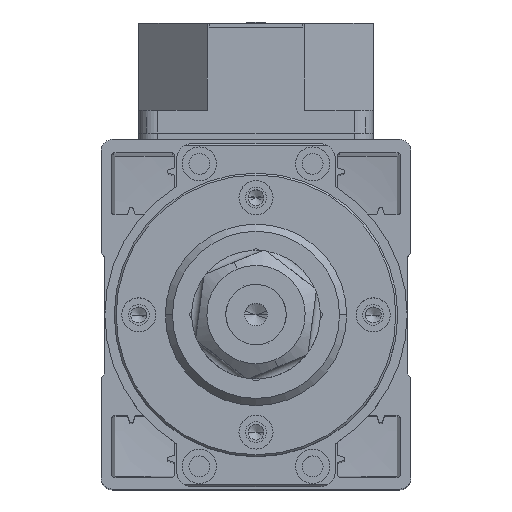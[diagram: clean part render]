
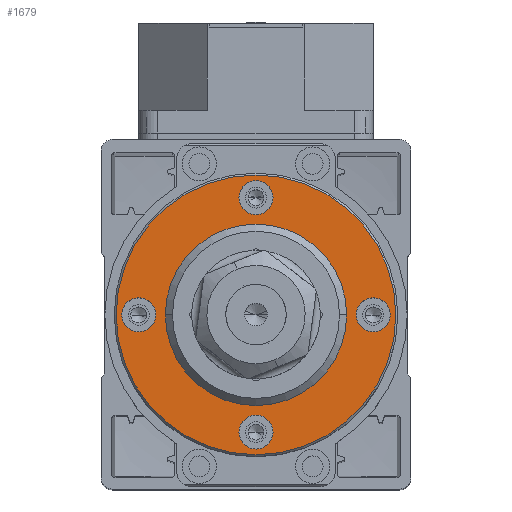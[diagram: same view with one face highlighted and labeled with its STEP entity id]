
A CAD part, top view. The second image highlights one B-rep face of the part: STEP entity #1679.
In plain terms, the highlighted face is planar.
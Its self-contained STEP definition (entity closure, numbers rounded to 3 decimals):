
#191 = ORIENTED_EDGE ( 'NONE', *, *, #6065, .F. ) ;
#214 = EDGE_CURVE ( 'NONE', #8513, #12092, #10645, .T. ) ;
#353 = DIRECTION ( 'NONE',  ( 0., -1., 0. ) ) ;
#371 = EDGE_CURVE ( 'NONE', #1437, #7341, #7029, .T. ) ;
#379 = EDGE_LOOP ( 'NONE', ( #17110, #8333 ) ) ;
#446 = AXIS2_PLACEMENT_3D ( 'NONE', #8839, #7453, #11476 ) ;
#583 = EDGE_CURVE ( 'NONE', #9318, #3316, #3845, .T. ) ;
#790 = FACE_BOUND ( 'NONE', #8656, .T. ) ;
#1188 = CARTESIAN_POINT ( 'NONE',  ( 12., 0., -37. ) ) ;
#1437 = VERTEX_POINT ( 'NONE', #9298 ) ;
#1501 = DIRECTION ( 'NONE',  ( 1., 0., 0. ) ) ;
#1679 = ADVANCED_FACE ( 'NONE', ( #3604, #790, #11439, #13329, #6141, #7838 ), #5848, .F. ) ;
#1863 = CARTESIAN_POINT ( 'NONE',  ( 12., 0., -31. ) ) ;
#2466 = EDGE_CURVE ( 'NONE', #5974, #3011, #17341, .T. ) ;
#2504 = CARTESIAN_POINT ( 'NONE',  ( 12., -31., 4.5 ) ) ;
#2665 = CARTESIAN_POINT ( 'NONE',  ( 12., 0., 35.5 ) ) ;
#2816 = CARTESIAN_POINT ( 'NONE',  ( 12., 0., 31. ) ) ;
#2897 = CARTESIAN_POINT ( 'NONE',  ( 12., 31., 0. ) ) ;
#3011 = VERTEX_POINT ( 'NONE', #15547 ) ;
#3072 = AXIS2_PLACEMENT_3D ( 'NONE', #9935, #3156, #15209 ) ;
#3156 = DIRECTION ( 'NONE',  ( 1., 0., 0. ) ) ;
#3309 = AXIS2_PLACEMENT_3D ( 'NONE', #4479, #5796, #15234 ) ;
#3315 = DIRECTION ( 'NONE',  ( 1., 0., 0. ) ) ;
#3316 = VERTEX_POINT ( 'NONE', #14004 ) ;
#3410 = EDGE_LOOP ( 'NONE', ( #12063, #7461 ) ) ;
#3476 = EDGE_LOOP ( 'NONE', ( #9454, #15878 ) ) ;
#3604 = FACE_BOUND ( 'NONE', #379, .T. ) ;
#3738 = DIRECTION ( 'NONE',  ( 0., 0., 1. ) ) ;
#3796 = DIRECTION ( 'NONE',  ( 1., 0., 0. ) ) ;
#3845 = CIRCLE ( 'NONE', #11273, 17.443 ) ;
#3848 = EDGE_CURVE ( 'NONE', #3316, #9318, #11783, .T. ) ;
#4029 = DIRECTION ( 'NONE',  ( 1., 0., 0. ) ) ;
#4239 = CARTESIAN_POINT ( 'NONE',  ( 12., 0., 31. ) ) ;
#4479 = CARTESIAN_POINT ( 'NONE',  ( 12., 31., 0. ) ) ;
#4729 = EDGE_LOOP ( 'NONE', ( #12960, #191 ) ) ;
#4915 = CIRCLE ( 'NONE', #3072, 37. ) ;
#4931 = EDGE_LOOP ( 'NONE', ( #11742, #10637 ) ) ;
#5487 = AXIS2_PLACEMENT_3D ( 'NONE', #16256, #16190, #6855 ) ;
#5543 = EDGE_CURVE ( 'NONE', #16439, #7868, #13622, .T. ) ;
#5796 = DIRECTION ( 'NONE',  ( 1., 0., 0. ) ) ;
#5848 = PLANE ( 'NONE',  #12642 ) ;
#5974 = VERTEX_POINT ( 'NONE', #2504 ) ;
#6065 = EDGE_CURVE ( 'NONE', #7868, #16439, #10860, .T. ) ;
#6141 = FACE_OUTER_BOUND ( 'NONE', #3476, .T. ) ;
#6144 = AXIS2_PLACEMENT_3D ( 'NONE', #4239, #8301, #7034 ) ;
#6363 = AXIS2_PLACEMENT_3D ( 'NONE', #1863, #3315, #353 ) ;
#6415 = VERTEX_POINT ( 'NONE', #12699 ) ;
#6634 = DIRECTION ( 'NONE',  ( 0., 0., 1. ) ) ;
#6787 = AXIS2_PLACEMENT_3D ( 'NONE', #10841, #11965, #13505 ) ;
#6855 = DIRECTION ( 'NONE',  ( 0., -1., 0. ) ) ;
#7029 = CIRCLE ( 'NONE', #5487, 4.5 ) ;
#7034 = DIRECTION ( 'NONE',  ( 0., 1., 0. ) ) ;
#7210 = CARTESIAN_POINT ( 'NONE',  ( 12., 37.5, 0. ) ) ;
#7269 = DIRECTION ( 'NONE',  ( -1., 0., 0. ) ) ;
#7341 = VERTEX_POINT ( 'NONE', #10948 ) ;
#7453 = DIRECTION ( 'NONE',  ( 1., 0., 0. ) ) ;
#7461 = ORIENTED_EDGE ( 'NONE', *, *, #12288, .F. ) ;
#7838 = FACE_BOUND ( 'NONE', #4931, .T. ) ;
#7868 = VERTEX_POINT ( 'NONE', #2665 ) ;
#7920 = AXIS2_PLACEMENT_3D ( 'NONE', #2897, #1501, #13690 ) ;
#8301 = DIRECTION ( 'NONE',  ( 1., 0., 0. ) ) ;
#8333 = ORIENTED_EDGE ( 'NONE', *, *, #15254, .F. ) ;
#8513 = VERTEX_POINT ( 'NONE', #8795 ) ;
#8656 = EDGE_LOOP ( 'NONE', ( #16178, #16711 ) ) ;
#8795 = CARTESIAN_POINT ( 'NONE',  ( 12., 0., 37. ) ) ;
#8839 = CARTESIAN_POINT ( 'NONE',  ( 12., -31., 0. ) ) ;
#9298 = CARTESIAN_POINT ( 'NONE',  ( 12., 0., -35.5 ) ) ;
#9302 = DIRECTION ( 'NONE',  ( 1., 0., 0. ) ) ;
#9318 = VERTEX_POINT ( 'NONE', #14686 ) ;
#9454 = ORIENTED_EDGE ( 'NONE', *, *, #214, .T. ) ;
#9490 = AXIS2_PLACEMENT_3D ( 'NONE', #14448, #3796, #3738 ) ;
#9497 = VERTEX_POINT ( 'NONE', #15212 ) ;
#9757 = DIRECTION ( 'NONE',  ( 0., 0., 1. ) ) ;
#9935 = CARTESIAN_POINT ( 'NONE',  ( 12., 0., 0. ) ) ;
#10213 = AXIS2_PLACEMENT_3D ( 'NONE', #2816, #4029, #13565 ) ;
#10637 = ORIENTED_EDGE ( 'NONE', *, *, #3848, .T. ) ;
#10645 = CIRCLE ( 'NONE', #15313, 37. ) ;
#10841 = CARTESIAN_POINT ( 'NONE',  ( 12., 0., 0. ) ) ;
#10860 = CIRCLE ( 'NONE', #6144, 4.5 ) ;
#10948 = CARTESIAN_POINT ( 'NONE',  ( 12., 0., -26.5 ) ) ;
#11213 = CIRCLE ( 'NONE', #7920, 4.5 ) ;
#11273 = AXIS2_PLACEMENT_3D ( 'NONE', #15356, #7269, #16724 ) ;
#11439 = FACE_BOUND ( 'NONE', #4729, .T. ) ;
#11476 = DIRECTION ( 'NONE',  ( 0., 0., 1. ) ) ;
#11742 = ORIENTED_EDGE ( 'NONE', *, *, #583, .T. ) ;
#11783 = CIRCLE ( 'NONE', #6787, 17.443 ) ;
#11965 = DIRECTION ( 'NONE',  ( -1., 0., 0. ) ) ;
#12063 = ORIENTED_EDGE ( 'NONE', *, *, #13161, .F. ) ;
#12092 = VERTEX_POINT ( 'NONE', #1188 ) ;
#12288 = EDGE_CURVE ( 'NONE', #9497, #6415, #15524, .T. ) ;
#12319 = EDGE_CURVE ( 'NONE', #3011, #5974, #17233, .T. ) ;
#12525 = DIRECTION ( 'NONE',  ( -1., 0., 0. ) ) ;
#12642 = AXIS2_PLACEMENT_3D ( 'NONE', #7210, #12525, #9757 ) ;
#12699 = CARTESIAN_POINT ( 'NONE',  ( 12., 31., -4.5 ) ) ;
#12960 = ORIENTED_EDGE ( 'NONE', *, *, #5543, .F. ) ;
#13161 = EDGE_CURVE ( 'NONE', #6415, #9497, #11213, .T. ) ;
#13314 = CARTESIAN_POINT ( 'NONE',  ( 12., 0., 0. ) ) ;
#13329 = FACE_BOUND ( 'NONE', #3410, .T. ) ;
#13505 = DIRECTION ( 'NONE',  ( 0., 0., 1. ) ) ;
#13565 = DIRECTION ( 'NONE',  ( 0., 1., 0. ) ) ;
#13622 = CIRCLE ( 'NONE', #10213, 4.5 ) ;
#13690 = DIRECTION ( 'NONE',  ( 0., 0., -1. ) ) ;
#14004 = CARTESIAN_POINT ( 'NONE',  ( 12., 0., 17.443 ) ) ;
#14448 = CARTESIAN_POINT ( 'NONE',  ( 12., -31., 0. ) ) ;
#14686 = CARTESIAN_POINT ( 'NONE',  ( 12., 0., -17.443 ) ) ;
#15209 = DIRECTION ( 'NONE',  ( 0., 0., 1. ) ) ;
#15212 = CARTESIAN_POINT ( 'NONE',  ( 12., 31., 4.5 ) ) ;
#15234 = DIRECTION ( 'NONE',  ( 0., 0., -1. ) ) ;
#15254 = EDGE_CURVE ( 'NONE', #7341, #1437, #16195, .T. ) ;
#15313 = AXIS2_PLACEMENT_3D ( 'NONE', #13314, #9302, #6634 ) ;
#15356 = CARTESIAN_POINT ( 'NONE',  ( 12., 0., 0. ) ) ;
#15524 = CIRCLE ( 'NONE', #3309, 4.5 ) ;
#15547 = CARTESIAN_POINT ( 'NONE',  ( 12., -31., -4.5 ) ) ;
#15878 = ORIENTED_EDGE ( 'NONE', *, *, #16987, .T. ) ;
#16178 = ORIENTED_EDGE ( 'NONE', *, *, #12319, .F. ) ;
#16190 = DIRECTION ( 'NONE',  ( 1., 0., 0. ) ) ;
#16195 = CIRCLE ( 'NONE', #6363, 4.5 ) ;
#16256 = CARTESIAN_POINT ( 'NONE',  ( 12., 0., -31. ) ) ;
#16425 = CARTESIAN_POINT ( 'NONE',  ( 12., 0., 26.5 ) ) ;
#16439 = VERTEX_POINT ( 'NONE', #16425 ) ;
#16711 = ORIENTED_EDGE ( 'NONE', *, *, #2466, .F. ) ;
#16724 = DIRECTION ( 'NONE',  ( 0., 0., 1. ) ) ;
#16987 = EDGE_CURVE ( 'NONE', #12092, #8513, #4915, .T. ) ;
#17110 = ORIENTED_EDGE ( 'NONE', *, *, #371, .F. ) ;
#17233 = CIRCLE ( 'NONE', #446, 4.5 ) ;
#17341 = CIRCLE ( 'NONE', #9490, 4.5 ) ;
